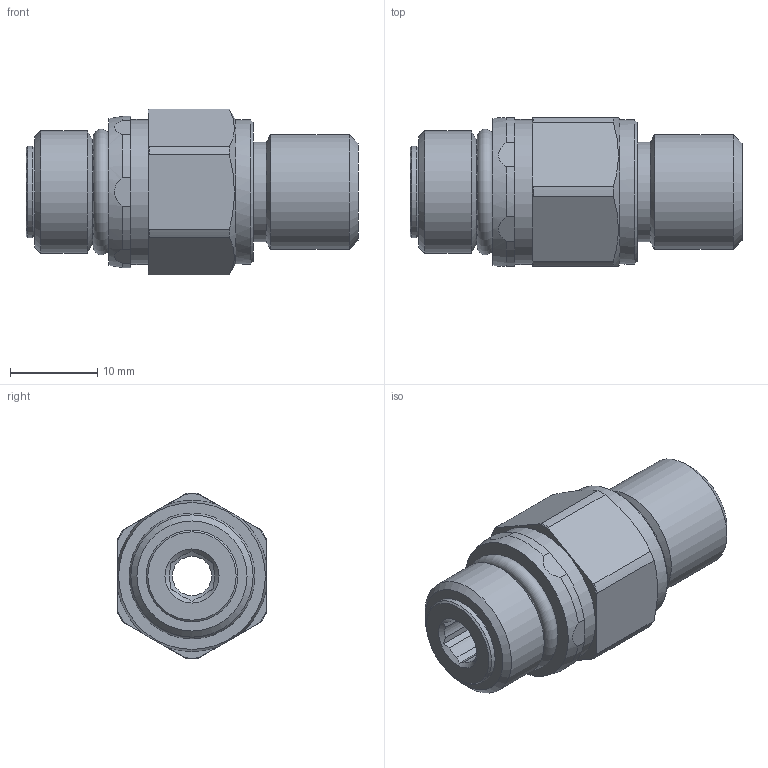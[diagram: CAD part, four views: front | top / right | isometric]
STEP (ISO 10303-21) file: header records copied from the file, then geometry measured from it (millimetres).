
FILE_DESCRIPTION(/* description */ ('Unknown'),/* implementation_level */ '2;1');
FILE_NAME(/* name */ '200163356',/* time_stamp */ '2017-04-11T12:51:40+02:00',/* author */ ('Unknown'),/* organization */ ('Unknown'),/* preprocessor_version */ 'ST-DEVELOPER v16.7',/* originating_system */ 'DEX',/* authorisation */ $);
FILE_SCHEMA (('AUTOMOTIVE_DESIGN {1 0 10303 214 3 1 1}'));
Length unit declared in the file: millimetre
Products named in the file (4): 20 0163 356_1_Rückschlagventil ST-163_G1_4_MK2; 04-3559_Adapterstück_ST-166_G1_4_mk2; 04-3558_Gewindestopfen G1_8_ST-163; 05-0300_O-Ring_10,82x1,78_EPDM_70Shore
Assembly tree (3 placements, depth 2):
  20 0163 356_1_Rückschlagventil ST-163_G1_4_MK2
    04-3559_Adapterstück_ST-166_G1_4_mk2
    04-3558_Gewindestopfen G1_8_ST-163
    05-0300_O-Ring_10,82x1,78_EPDM_70Shore
Bounding box: 38 x 17 x 19 mm (x, y, z)
Volume: 5587.6 mm3; surface area: 3731.4 mm2
Topology: 3 solids, 3 shells, 89 faces, 217 edges, 138 vertices
Faces by surface type: plane 34, cylinder 33, cone 20, torus 2
Full cylindrical faces by diameter (mm): 4.5 x1, 6.5 x1, 8 x2, 8.5 x1, 8.82 x2, 9.73 x1, 10.5 x1, 11.4 x1, 12 x1, 13.16 x1, 14 x1, 16.5 x1, 16.6 x1
Entity records: 2976 total; most frequent: CARTESIAN_POINT 576, DIRECTION 398, ORIENTED_EDGE 362, EDGE_CURVE 181, AXIS2_PLACEMENT_3D 172, VERTEX_POINT 134, FACE_BOUND 129, EDGE_LOOP 128
